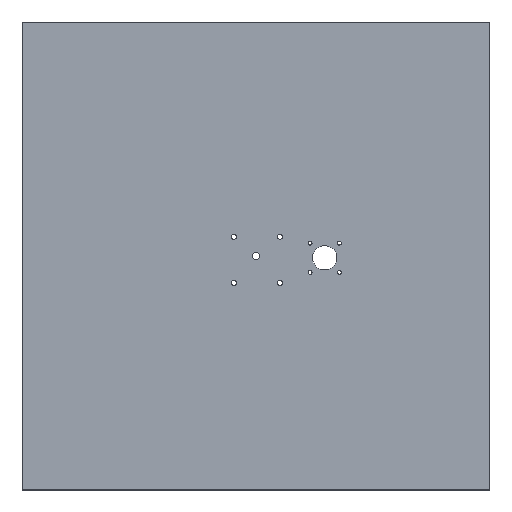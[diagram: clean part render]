
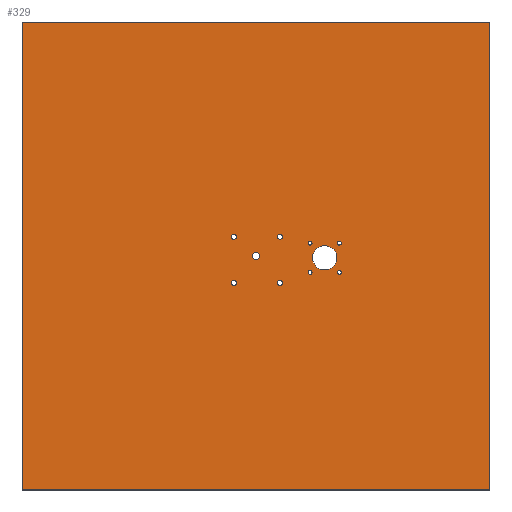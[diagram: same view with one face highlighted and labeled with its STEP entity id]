
A CAD part, top view. The second image highlights one B-rep face of the part: STEP entity #329.
In plain terms, the highlighted planar face has unit normal (0, 0, 1).
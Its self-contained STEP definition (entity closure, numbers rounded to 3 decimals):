
#19=FACE_BOUND('',#66,.T.);
#20=FACE_BOUND('',#67,.T.);
#21=FACE_BOUND('',#68,.T.);
#22=FACE_BOUND('',#69,.T.);
#23=FACE_BOUND('',#70,.T.);
#24=FACE_BOUND('',#71,.T.);
#25=FACE_BOUND('',#72,.T.);
#26=FACE_BOUND('',#73,.T.);
#27=FACE_BOUND('',#74,.T.);
#28=FACE_BOUND('',#75,.T.);
#39=PLANE('',#368);
#49=FACE_OUTER_BOUND('',#65,.T.);
#65=EDGE_LOOP('',(#247,#248,#249,#250));
#66=EDGE_LOOP('',(#251));
#67=EDGE_LOOP('',(#252));
#68=EDGE_LOOP('',(#253));
#69=EDGE_LOOP('',(#254));
#70=EDGE_LOOP('',(#255));
#71=EDGE_LOOP('',(#256));
#72=EDGE_LOOP('',(#257));
#73=EDGE_LOOP('',(#258));
#74=EDGE_LOOP('',(#259));
#75=EDGE_LOOP('',(#260));
#101=LINE('',#522,#123);
#102=LINE('',#524,#124);
#103=LINE('',#526,#125);
#104=LINE('',#527,#126);
#123=VECTOR('',#427,10.);
#124=VECTOR('',#428,10.);
#125=VECTOR('',#429,10.);
#126=VECTOR('',#430,10.);
#142=CIRCLE('',#358,3.4);
#144=CIRCLE('',#361,3.4);
#146=CIRCLE('',#364,3.4);
#148=CIRCLE('',#367,3.4);
#149=CIRCLE('',#369,2.55);
#150=CIRCLE('',#370,2.55);
#151=CIRCLE('',#371,2.55);
#152=CIRCLE('',#372,2.55);
#153=CIRCLE('',#373,15.875);
#154=CIRCLE('',#374,4.95);
#162=VERTEX_POINT('',#498);
#164=VERTEX_POINT('',#504);
#166=VERTEX_POINT('',#510);
#168=VERTEX_POINT('',#516);
#169=VERTEX_POINT('',#520);
#170=VERTEX_POINT('',#521);
#171=VERTEX_POINT('',#523);
#172=VERTEX_POINT('',#525);
#173=VERTEX_POINT('',#528);
#174=VERTEX_POINT('',#530);
#175=VERTEX_POINT('',#532);
#176=VERTEX_POINT('',#534);
#177=VERTEX_POINT('',#536);
#178=VERTEX_POINT('',#538);
#191=EDGE_CURVE('',#162,#162,#142,.T.);
#194=EDGE_CURVE('',#164,#164,#144,.T.);
#197=EDGE_CURVE('',#166,#166,#146,.T.);
#200=EDGE_CURVE('',#168,#168,#148,.T.);
#201=EDGE_CURVE('',#169,#170,#101,.T.);
#202=EDGE_CURVE('',#170,#171,#102,.T.);
#203=EDGE_CURVE('',#171,#172,#103,.T.);
#204=EDGE_CURVE('',#172,#169,#104,.T.);
#205=EDGE_CURVE('',#173,#173,#149,.T.);
#206=EDGE_CURVE('',#174,#174,#150,.T.);
#207=EDGE_CURVE('',#175,#175,#151,.T.);
#208=EDGE_CURVE('',#176,#176,#152,.T.);
#209=EDGE_CURVE('',#177,#177,#153,.T.);
#210=EDGE_CURVE('',#178,#178,#154,.T.);
#247=ORIENTED_EDGE('',*,*,#201,.T.);
#248=ORIENTED_EDGE('',*,*,#202,.T.);
#249=ORIENTED_EDGE('',*,*,#203,.T.);
#250=ORIENTED_EDGE('',*,*,#204,.T.);
#251=ORIENTED_EDGE('',*,*,#191,.T.);
#252=ORIENTED_EDGE('',*,*,#194,.T.);
#253=ORIENTED_EDGE('',*,*,#197,.T.);
#254=ORIENTED_EDGE('',*,*,#200,.T.);
#255=ORIENTED_EDGE('',*,*,#205,.T.);
#256=ORIENTED_EDGE('',*,*,#206,.T.);
#257=ORIENTED_EDGE('',*,*,#207,.T.);
#258=ORIENTED_EDGE('',*,*,#208,.T.);
#259=ORIENTED_EDGE('',*,*,#209,.T.);
#260=ORIENTED_EDGE('',*,*,#210,.T.);
#329=ADVANCED_FACE('',(#49,#19,#20,#21,#22,#23,#24,#25,#26,#27,#28),#39,
 .F.);
#358=AXIS2_PLACEMENT_3D('',#500,#402,#403);
#361=AXIS2_PLACEMENT_3D('',#506,#409,#410);
#364=AXIS2_PLACEMENT_3D('',#512,#416,#417);
#367=AXIS2_PLACEMENT_3D('',#518,#423,#424);
#368=AXIS2_PLACEMENT_3D('',#519,#425,#426);
#369=AXIS2_PLACEMENT_3D('',#529,#431,#432);
#370=AXIS2_PLACEMENT_3D('',#531,#433,#434);
#371=AXIS2_PLACEMENT_3D('',#533,#435,#436);
#372=AXIS2_PLACEMENT_3D('',#535,#437,#438);
#373=AXIS2_PLACEMENT_3D('',#537,#439,#440);
#374=AXIS2_PLACEMENT_3D('',#539,#441,#442);
#402=DIRECTION('center_axis',(0.,0.,
-1.));
#403=DIRECTION('ref_axis',(-1.,0.,0.));
#409=DIRECTION('center_axis',(0.,0.,
-1.));
#410=DIRECTION('ref_axis',(-1.,0.,0.));
#416=DIRECTION('center_axis',(0.,0.,
-1.));
#417=DIRECTION('ref_axis',(-1.,0.,0.));
#423=DIRECTION('center_axis',(0.,0.,
-1.));
#424=DIRECTION('ref_axis',(-1.,0.,0.));
#425=DIRECTION('center_axis',(0.,0.,
-1.));
#426=DIRECTION('ref_axis',(1.,0.,0.));
#427=DIRECTION('',(-1.,0.,0.));
#428=DIRECTION('',(0.,-1.,0.));
#429=DIRECTION('',(1.,0.,0.));
#430=DIRECTION('',(0.,1.,0.));
#431=DIRECTION('center_axis',(0.,0.,
-1.));
#432=DIRECTION('ref_axis',(1.,0.,0.));
#433=DIRECTION('center_axis',(0.,0.,
-1.));
#434=DIRECTION('ref_axis',(1.,0.,0.));
#435=DIRECTION('center_axis',(0.,0.,
-1.));
#436=DIRECTION('ref_axis',(1.,0.,0.));
#437=DIRECTION('center_axis',(0.,0.,
-1.));
#438=DIRECTION('ref_axis',(1.,0.,0.));
#439=DIRECTION('center_axis',(0.,0.,
-1.));
#440=DIRECTION('ref_axis',(1.,0.,0.));
#441=DIRECTION('center_axis',(0.,0.,
-1.));
#442=DIRECTION('ref_axis',(1.,0.,0.));
#498=CARTESIAN_POINT('',(59.848,261.554,134.497));
#500=CARTESIAN_POINT('Origin',(56.448,261.554,134.497));
#504=CARTESIAN_POINT('',(-0.152,321.554,134.497));
#506=CARTESIAN_POINT('Origin',(-3.552,321.554,134.497));
#510=CARTESIAN_POINT('',(-0.152,261.554,134.497));
#512=CARTESIAN_POINT('Origin',(-3.552,261.554,134.497));
#516=CARTESIAN_POINT('',(59.848,321.554,134.497));
#518=CARTESIAN_POINT('Origin',(56.448,321.554,134.497));
#519=CARTESIAN_POINT('Origin',(25.269,296.453,134.497));
#520=CARTESIAN_POINT('',(330.069,601.253,134.497));
#521=CARTESIAN_POINT('',(-279.531,601.253,134.497));
#522=CARTESIAN_POINT('',(330.069,601.253,134.497));
#523=CARTESIAN_POINT('',(-279.531,-8.347,134.497));
#524=CARTESIAN_POINT('',(-279.531,601.253,134.497));
#525=CARTESIAN_POINT('',(330.069,-8.347,134.497));
#526=CARTESIAN_POINT('',(-279.531,-8.347,134.497));
#527=CARTESIAN_POINT('',(330.069,-8.347,134.497));
#528=CARTESIAN_POINT('',(131.233,275.103,134.497));
#529=CARTESIAN_POINT('Origin',(133.783,275.103,134.497));
#530=CARTESIAN_POINT('',(93.133,275.103,134.497));
#531=CARTESIAN_POINT('Origin',(95.683,275.103,134.497));
#532=CARTESIAN_POINT('',(131.233,313.203,134.497));
#533=CARTESIAN_POINT('Origin',(133.783,313.203,134.497));
#534=CARTESIAN_POINT('',(93.133,313.203,134.497));
#535=CARTESIAN_POINT('Origin',(95.683,313.203,134.497));
#536=CARTESIAN_POINT('',(98.858,294.153,134.497));
#537=CARTESIAN_POINT('Origin',(114.733,294.153,134.497));
#538=CARTESIAN_POINT('',(20.319,296.453,134.497));
#539=CARTESIAN_POINT('Origin',(25.269,296.453,134.497));
